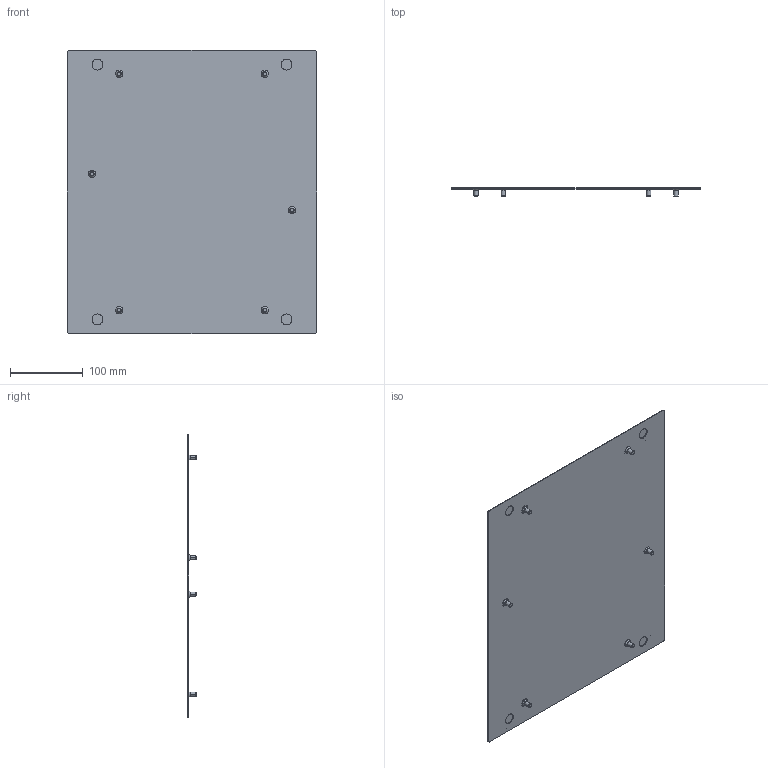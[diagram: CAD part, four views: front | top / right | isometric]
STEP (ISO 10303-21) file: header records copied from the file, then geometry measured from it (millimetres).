
FILE_DESCRIPTION(('STEP AP214'),'1');
FILE_NAME('cctmp_70E0FAD1-8DA8-4B06-96FE-191CF454CC11_2024_05_06_11_28_13_0981..stp','2024-05-06T09:28:14',('SIEMENS A&D'),('CADClick - www.CADClick.com'),'Spatial InterOp 3D',' ','unknown authorization');
FILE_SCHEMA(('AUTOMOTIVE_DESIGN'));
Length unit declared in the file: millimetre
Products named in the file (12): cc_unnamed; 2024_05_06_11_28_13_0966; 2024_05_06_11_28_13_0935; 2024_05_06_11_28_13_0903; 2024_05_06_11_28_13_0872; 2024_05_06_11_28_13_0841; 2024_05_06_11_28_13_0801; 2024_05_06_11_28_13_0770; 2024_05_06_11_28_13_0739; 2024_05_06_11_28_13_0707; 2024_05_06_11_28_13_0676; 2024_05_06_11_28_13_0645
Assembly tree (11 placements, depth 2):
  cc_unnamed
    2024_05_06_11_28_13_0966
    2024_05_06_11_28_13_0935
    2024_05_06_11_28_13_0903
    2024_05_06_11_28_13_0872
    2024_05_06_11_28_13_0841
    2024_05_06_11_28_13_0801
    2024_05_06_11_28_13_0770
    2024_05_06_11_28_13_0739
    2024_05_06_11_28_13_0707
    2024_05_06_11_28_13_0676
    2024_05_06_11_28_13_0645
Bounding box: 342.5 x 12.1 x 389 mm (x, y, z)
Volume: 201241.6 mm3; surface area: 275394.1 mm2
Topology: 11 solids, 11 shells, 148 faces, 324 edges, 204 vertices
Faces by surface type: plane 68, cylinder 44, cone 36
Entity records: 5609 total; most frequent: DIRECTION 768, CARTESIAN_POINT 688, ORIENTED_EDGE 648, EDGE_CURVE 324, AXIS2_PLACEMENT_3D 284, VERTEX_POINT 204, LINE 200, VECTOR 200
